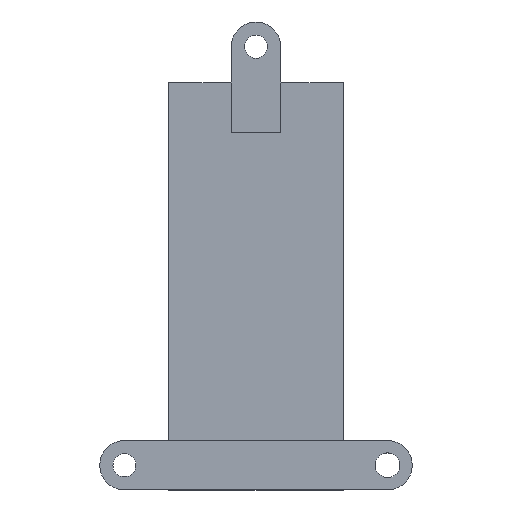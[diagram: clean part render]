
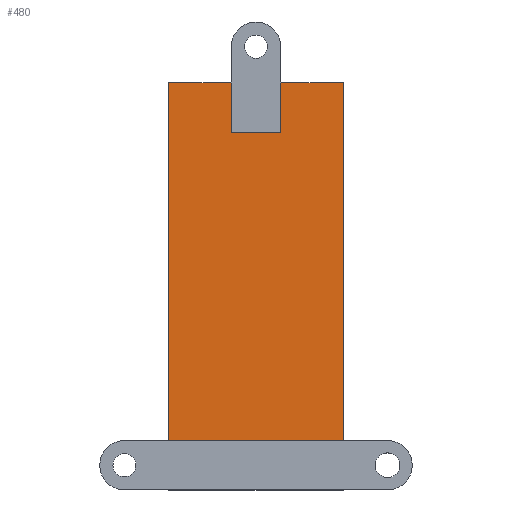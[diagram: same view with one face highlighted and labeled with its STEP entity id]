
A CAD part, top view. The second image highlights one B-rep face of the part: STEP entity #480.
In plain terms, the highlighted planar face has unit normal (0, 0, 1).
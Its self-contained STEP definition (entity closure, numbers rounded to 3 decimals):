
#38=PLANE('',#531);
#63=FACE_OUTER_BOUND('',#94,.T.);
#94=EDGE_LOOP('',(#439,#440,#441,#442,#443,#444,#445,#446));
#99=LINE('',#681,#152);
#103=LINE('',#688,#156);
#107=LINE('',#695,#160);
#120=LINE('',#734,#173);
#141=LINE('',#782,#194);
#144=LINE('',#787,#197);
#145=LINE('',#788,#198);
#147=LINE('',#791,#200);
#152=VECTOR('',#552,10.);
#156=VECTOR('',#558,10.);
#160=VECTOR('',#564,10.);
#173=VECTOR('',#603,10.);
#194=VECTOR('',#646,10.);
#197=VECTOR('',#651,10.);
#198=VECTOR('',#652,10.);
#200=VECTOR('',#656,10.);
#220=VERTEX_POINT('',#679);
#221=VERTEX_POINT('',#680);
#223=VERTEX_POINT('',#687);
#225=VERTEX_POINT('',#693);
#227=VERTEX_POINT('',#702);
#238=VERTEX_POINT('',#732);
#254=VERTEX_POINT('',#781);
#255=VERTEX_POINT('',#786);
#263=EDGE_CURVE('',#220,#221,#99,.T.);
#267=EDGE_CURVE('',#221,#223,#103,.T.);
#271=EDGE_CURVE('',#223,#225,#107,.T.);
#290=EDGE_CURVE('',#227,#238,#120,.T.);
#313=EDGE_CURVE('',#254,#238,#141,.T.);
#316=EDGE_CURVE('',#255,#225,#144,.T.);
#317=EDGE_CURVE('',#220,#254,#145,.T.);
#319=EDGE_CURVE('',#227,#255,#147,.T.);
#439=ORIENTED_EDGE('',*,*,#271,.T.);
#440=ORIENTED_EDGE('',*,*,#316,.F.);
#441=ORIENTED_EDGE('',*,*,#319,.F.);
#442=ORIENTED_EDGE('',*,*,#290,.T.);
#443=ORIENTED_EDGE('',*,*,#313,.F.);
#444=ORIENTED_EDGE('',*,*,#317,.F.);
#445=ORIENTED_EDGE('',*,*,#263,.T.);
#446=ORIENTED_EDGE('',*,*,#267,.T.);
#480=ADVANCED_FACE('',(#63),#38,.T.);
#531=AXIS2_PLACEMENT_3D('',#793,#658,#659);
#552=DIRECTION('',(0.,-1.,0.));
#558=DIRECTION('',(-1.,0.,0.));
#564=DIRECTION('',(0.,1.,0.));
#603=DIRECTION('',(1.,0.,0.));
#646=DIRECTION('',(0.,-1.,0.));
#651=DIRECTION('',(1.,0.,0.));
#652=DIRECTION('',(1.,0.,0.));
#656=DIRECTION('',(0.,1.,0.));
#658=DIRECTION('center_axis',(0.,0.,1.));
#659=DIRECTION('ref_axis',(-1.,0.,0.));
#679=CARTESIAN_POINT('',(35.976,-27.328,114.5));
#680=CARTESIAN_POINT('',(35.976,-34.828,114.5));
#681=CARTESIAN_POINT('',(35.976,-46.515,114.5));
#687=CARTESIAN_POINT('',(28.476,-34.828,114.5));
#688=CARTESIAN_POINT('',(30.351,-34.828,114.5));
#693=CARTESIAN_POINT('',(28.476,-27.328,114.5));
#695=CARTESIAN_POINT('',(28.476,-40.015,114.5));
#702=CARTESIAN_POINT('',(18.976,-81.578,114.5));
#732=CARTESIAN_POINT('',(45.476,-81.578,114.5));
#734=CARTESIAN_POINT('',(42.205,-81.578,114.5));
#781=CARTESIAN_POINT('',(45.476,-27.328,114.5));
#782=CARTESIAN_POINT('',(45.476,-27.328,114.5));
#786=CARTESIAN_POINT('',(18.976,-27.328,114.5));
#787=CARTESIAN_POINT('',(18.976,-27.328,114.5));
#788=CARTESIAN_POINT('',(18.976,-27.328,114.5));
#791=CARTESIAN_POINT('',(18.976,-89.078,114.5));
#793=CARTESIAN_POINT('Origin',(32.226,-58.203,114.5));
